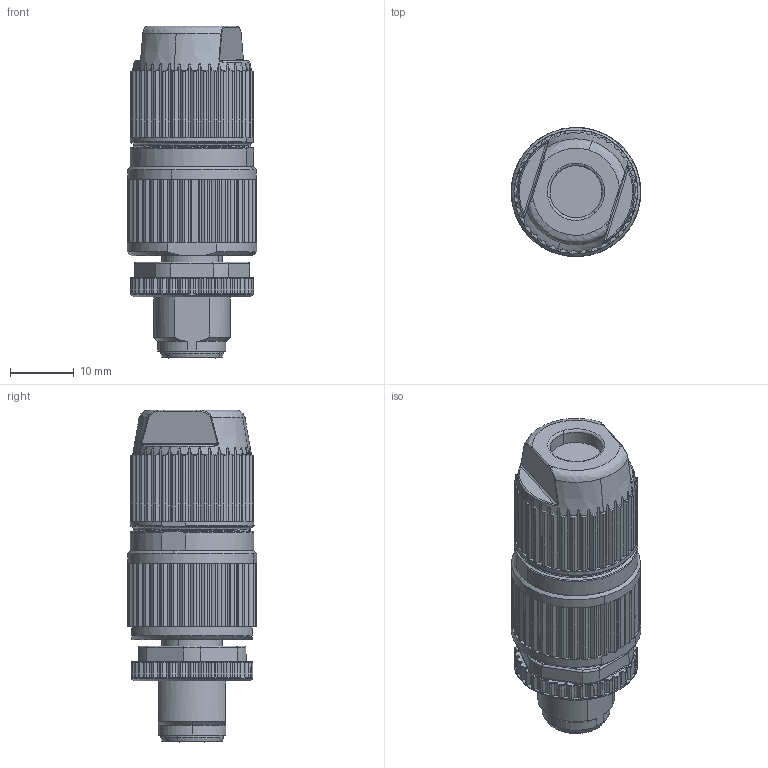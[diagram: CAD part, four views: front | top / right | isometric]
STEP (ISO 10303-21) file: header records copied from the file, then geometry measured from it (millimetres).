
FILE_DESCRIPTION(('CATIA V5 STEP Exchange','CAx-IF Rec.Pracs.--- Model Styling and Organization---1.5--- 2016-08-15','CAx-IF Rec.Pracs.---Supplemental Geometry---1.0---2011-11-01','CAx-IF Rec.Pracs.--- Composite Materials ---1.1---2010-07-15'),'2;1');
FILE_NAME ('023908-1_0', '2025-11-07T11:03:06+00:00', ('none'), ('Weidmueller'), 'CATIA Version 5-6 Release 2024 SP4', 'CATIA V5 STEP AP214 v3', 'none');
FILE_SCHEMA(('AUTOMOTIVE_DESIGN { 1 0 10303 214 1 1 1 1 }'));
Length unit declared in the file: millimetre
Products named in the file (1): 1852720000
Bounding box: 20.4 x 20.31 x 52.24 mm (x, y, z)
Volume: 10659.4 mm3; surface area: 6042.8 mm2
Topology: 1 solids, 2 shells, 968 faces, 2979 edges, 2020 vertices
Faces by surface type: plane 369, cylinder 359, bspline 174, cone 66
Entity records: 37273 total; most frequent: CARTESIAN_POINT 13908, ORIENTED_EDGE 5940, DIRECTION 3250, EDGE_CURVE 2970, VERTEX_POINT 2020, AXIS2_PLACEMENT_3D 1399, VECTOR 1065, LINE 1065
